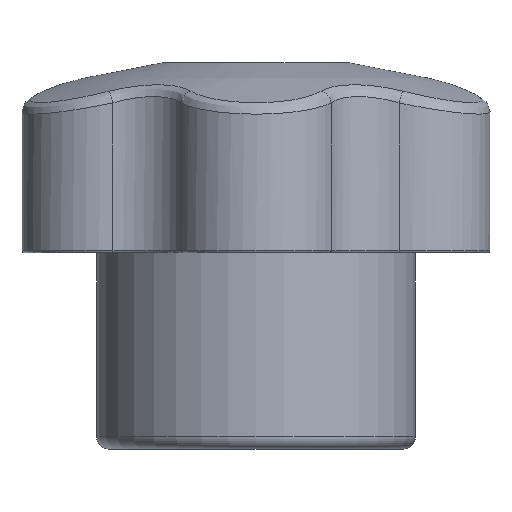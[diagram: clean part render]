
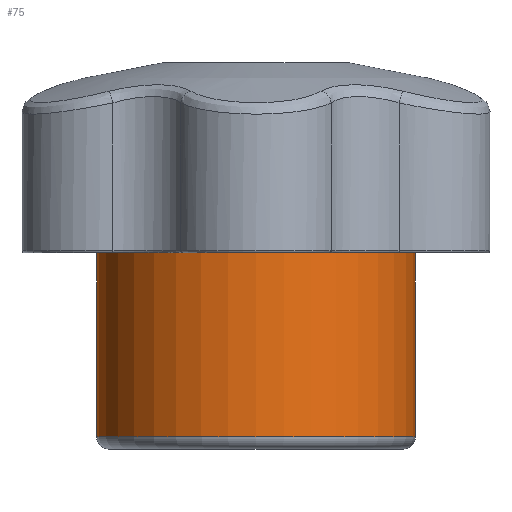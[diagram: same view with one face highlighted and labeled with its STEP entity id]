
A CAD part, left-side view. The second image highlights one B-rep face of the part: STEP entity #75.
In plain terms, the highlighted cylindrical face has radius 6.5 mm (diameter 13 mm), a full revolution.
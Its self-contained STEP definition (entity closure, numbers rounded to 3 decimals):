
#75 = ADVANCED_FACE( '', ( #188, #189 ), #190, .T. );
#188 = FACE_OUTER_BOUND( '', #347, .T. );
#189 = FACE_OUTER_BOUND( '', #348, .T. );
#190 = CYLINDRICAL_SURFACE( '', #349, 6.5 );
#347 = EDGE_LOOP( '', ( #2994 ) );
#348 = EDGE_LOOP( '', ( #2995 ) );
#349 = AXIS2_PLACEMENT_3D( '', #2996, #2997, #2998 );
#2994 = ORIENTED_EDGE( '', *, *, #3328, .T. );
#2995 = ORIENTED_EDGE( '', *, *, #3329, .T. );
#2996 = CARTESIAN_POINT( '', ( 0., 0., 54. ) );
#2997 = DIRECTION( '', ( 0., 0., 1. ) );
#2998 = DIRECTION( '', ( -1., 0., 0. ) );
#3328 = EDGE_CURVE( '', #3477, #3477, #3478, .T. );
#3329 = EDGE_CURVE( '', #3479, #3479, #3480, .T. );
#3477 = VERTEX_POINT( '', #3742 );
#3478 = CIRCLE( '', #3743, 6.5 );
#3479 = VERTEX_POINT( '', #3744 );
#3480 = CIRCLE( '', #3745, 6.5 );
#3742 = CARTESIAN_POINT( '', ( 6.5, 0., 0.5 ) );
#3743 = AXIS2_PLACEMENT_3D( '', #5069, #5070, #5071 );
#3744 = CARTESIAN_POINT( '', ( -6.5, 0., 8. ) );
#3745 = AXIS2_PLACEMENT_3D( '', #5072, #5073, #5074 );
#5069 = CARTESIAN_POINT( '', ( 0., 0., 0.5 ) );
#5070 = DIRECTION( '', ( 0., 0., 1. ) );
#5071 = DIRECTION( '', ( 1., 0., 0. ) );
#5072 = CARTESIAN_POINT( '', ( 0., 0., 8. ) );
#5073 = DIRECTION( '', ( 0., 0., -1. ) );
#5074 = DIRECTION( '', ( -1., 0., 0. ) );
